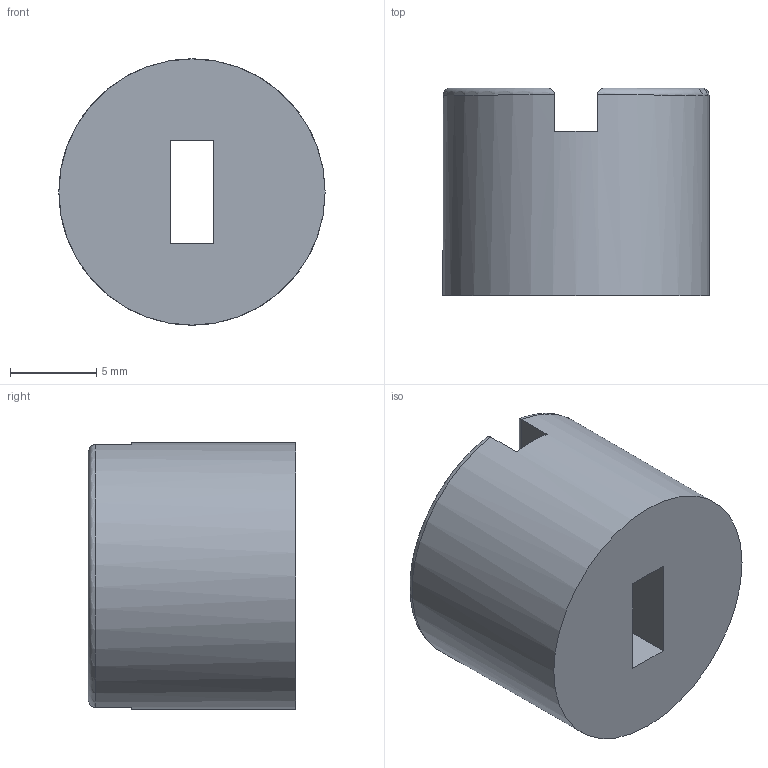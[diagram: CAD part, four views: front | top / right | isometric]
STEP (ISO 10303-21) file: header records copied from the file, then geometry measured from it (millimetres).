
FILE_DESCRIPTION(('FreeCAD Model'),'2;1');
FILE_NAME('Open CASCADE Shape Model','2024-08-01T06:26:48',(''),(''), 'Open CASCADE STEP processor 7.6','FreeCAD','Unknown');
FILE_SCHEMA(('AUTOMOTIVE_DESIGN { 1 0 10303 214 1 1 1 1 }'));
Length unit declared in the file: millimetre
Products named in the file (1): MitnehmerAdapter
Bounding box: 15.4 x 12 x 15.4 mm (x, y, z)
Volume: 1994.4 mm3; surface area: 1135.2 mm2
Topology: 1 solids, 1 shells, 15 faces, 39 edges, 25 vertices
Faces by surface type: plane 9, torus 3, cylinder 3
Full cylindrical faces by diameter (mm): 15.4 x1
Entity records: 1185 total; most frequent: CARTESIAN_POINT 399, DIRECTION 140, LINE 84, VECTOR 84, ORIENTED_EDGE 78, PCURVE 78, DEFINITIONAL_REPRESENTATION 78, EDGE_CURVE 39
